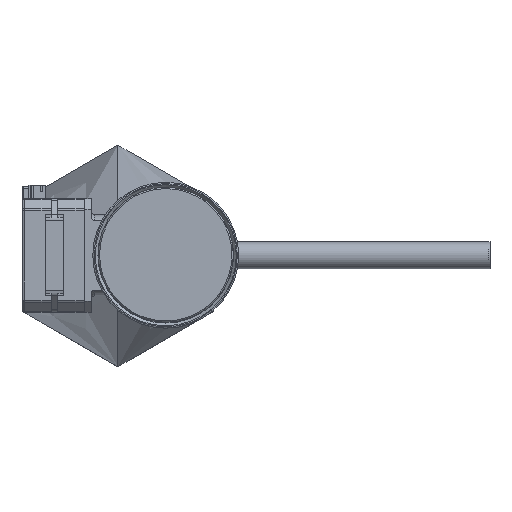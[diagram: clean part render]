
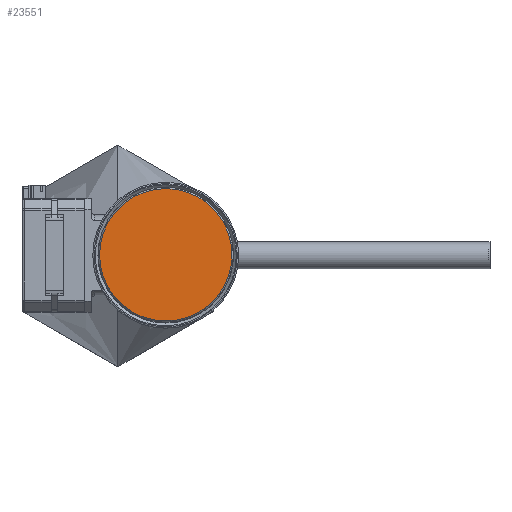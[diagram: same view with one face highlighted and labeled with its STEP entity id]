
A CAD part, top view. The second image highlights one B-rep face of the part: STEP entity #23551.
In plain terms, the highlighted planar face has unit normal (0, 0, 1).
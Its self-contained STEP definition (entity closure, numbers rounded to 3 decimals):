
#3446=FACE_OUTER_BOUND('',#4940,.T.);
#4940=EDGE_LOOP('',(#21394));
#5606=CIRCLE('',#25219,24.5);
#11318=VERTEX_POINT('',#47987);
#14684=EDGE_CURVE('',#11318,#11318,#5606,.T.);
#21394=ORIENTED_EDGE('',*,*,#14684,.F.);
#22232=PLANE('',#25223);
#23551=ADVANCED_FACE('',(#3446),#22232,.T.);
#25219=AXIS2_PLACEMENT_3D('',#47988,#29797,#29798);
#25223=AXIS2_PLACEMENT_3D('',#47996,#29807,#29808);
#29797=DIRECTION('center_axis',(0.,0.,-1.));
#29798=DIRECTION('ref_axis',(-1.,0.,0.));
#29807=DIRECTION('center_axis',(0.,0.,1.));
#29808=DIRECTION('ref_axis',(-1.,0.,0.));
#47987=CARTESIAN_POINT('',(49.5,0.,134.5));
#47988=CARTESIAN_POINT('Origin',(25.,0.,134.5));
#47996=CARTESIAN_POINT('Origin',(25.,0.,134.5));
